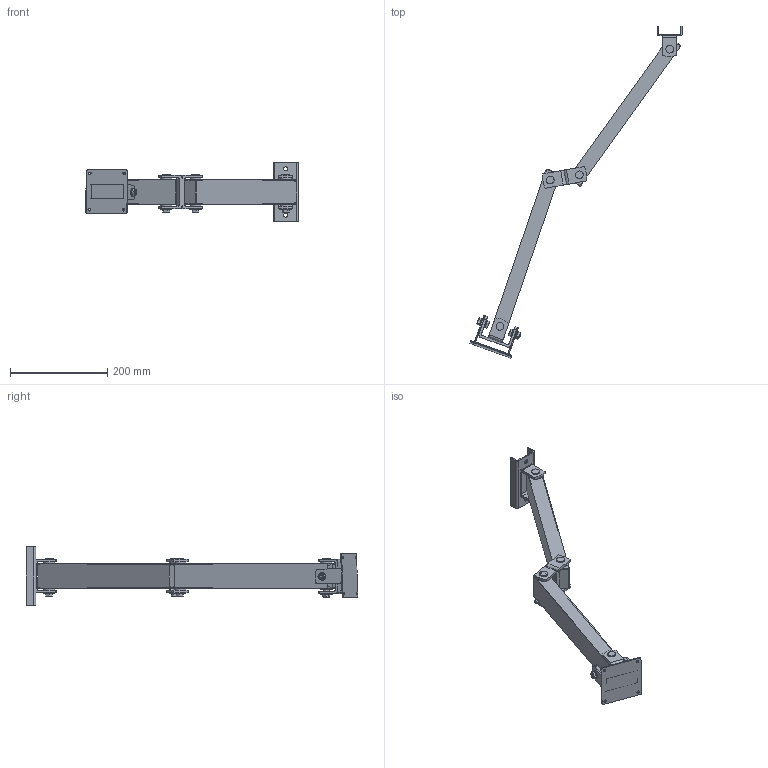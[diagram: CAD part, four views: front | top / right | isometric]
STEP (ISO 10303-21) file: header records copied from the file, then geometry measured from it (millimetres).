
FILE_DESCRIPTION(/* description */ ('Monitorträger TFT mit Schwenkausleger'),/* implementation_level */ '2;1');
FILE_NAME(/* name */ 'ZEI_CAD_320526-0-REV00_#SALL_#AIN_#V1.step',/* time_stamp */ '2022-10-10T07:08:51+02:00',/* author */ ('MiniTec'),/* organization */ ('MiniTec GmbH & Co.KG'),/* preprocessor_version */ 'ST-DEVELOPER v18.1',/* originating_system */ 'Autodesk Inventor 2021',/* authorisation */ '');
FILE_SCHEMA (('CONFIG_CONTROL_DESIGN'));
Length unit declared in the file: millimetre
Products named in the file (19): leer; leer_1; leer_2; leer_3; leer_4; leer_5; leer_6; leer_7; leer_8; leer_9; leer_10; leer_11; leer_12; leer_13; leer_14; leer_15; leer_16; leer_17; leer_18
Assembly tree (23 placements, depth 2):
  leer
    leer_1
    leer_17  x2
    leer_2
    leer_3
    leer_4
    leer_5
    leer_6
    leer_16  x2
    leer_7
    leer_18  x2
    leer_10  x2
    leer_8
    leer_9
    leer_11
    leer_12
    leer_13
    leer_14
    leer_15  x2
Bounding box: 437.1 x 682.3 x 120 mm (x, y, z)
Volume: 440095.5 mm3; surface area: 342495.6 mm2
Topology: 23 solids, 23 shells, 643 faces, 1437 edges, 876 vertices
Faces by surface type: cone 232, plane 232, cylinder 163, bspline 16
Full cylindrical faces by diameter (mm): 5 x4, 6.647 x6, 7.323 x2, 8 x2, 8.2 x2, 8.4 x4, 8.5 x7, 9 x10, 11.4 x2, 12 x10, 15.7 x4, 16 x4, 23.8 x5, 24 x7
Entity records: 16794 total; most frequent: CARTESIAN_POINT 3662, DIRECTION 2790, ORIENTED_EDGE 2438, EDGE_CURVE 1219, AXIS2_PLACEMENT_3D 1068, VERTEX_POINT 752, LINE 654, VECTOR 654
